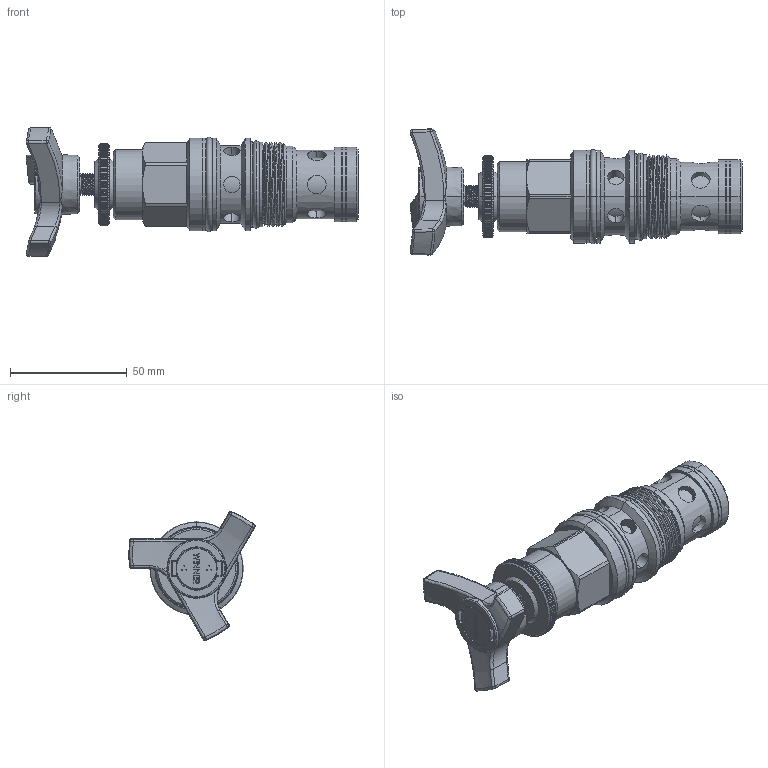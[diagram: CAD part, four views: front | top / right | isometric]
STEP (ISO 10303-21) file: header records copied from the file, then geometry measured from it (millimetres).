
FILE_DESCRIPTION (( 'STEP AP203' ), '1' );
FILE_NAME ('FR17A3A-T.STEP', '2016-05-24T08:10:11', ( '' ), ( '' ), 'SwSTEP 2.0', 'SolidWorks 2012', '' );
FILE_SCHEMA (( 'CONFIG_CONTROL_DESIGN' ));
Length unit declared in the file: millimetre
Products named in the file (1): FR17A3A-T
Bounding box: 141.99 x 54.02 x 55.33 mm (x, y, z)
Volume: 110598.8 mm3; surface area: 28910.7 mm2
Topology: 5 solids, 6 shells, 915 faces, 2417 edges, 1526 vertices
Faces by surface type: plane 366, cylinder 263, bspline 117, cone 86, torus 43, sphere 40
Entity records: 63906 total; most frequent: CARTESIAN_POINT 43039, ORIENTED_EDGE 4788, DIRECTION 3827, EDGE_CURVE 2394, VERTEX_POINT 1520, AXIS2_PLACEMENT_3D 1499, EDGE_LOOP 966, ADVANCED_FACE 915
